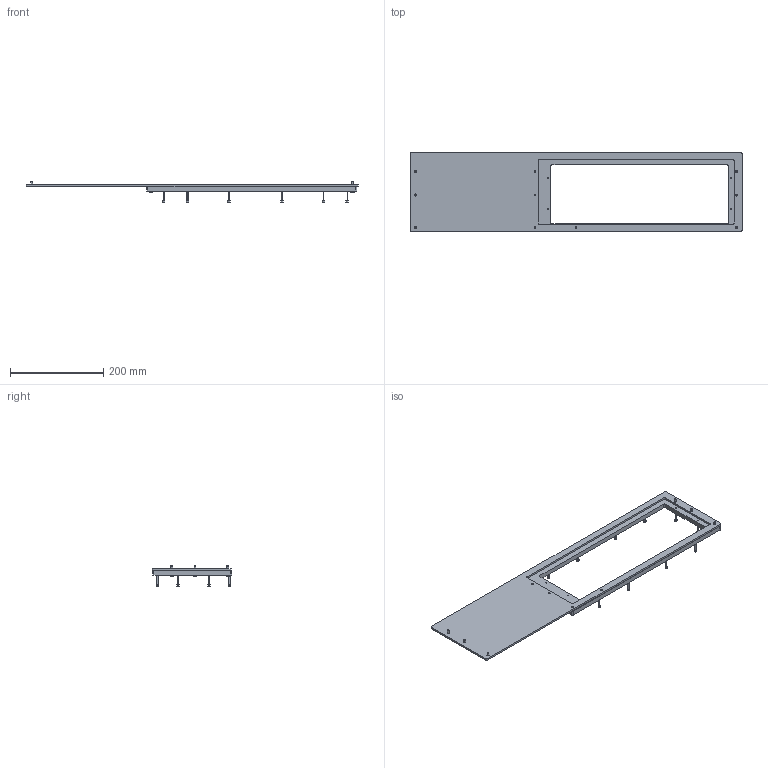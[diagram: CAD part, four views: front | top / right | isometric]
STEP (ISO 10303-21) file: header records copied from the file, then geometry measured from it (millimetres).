
FILE_DESCRIPTION (( 'STEP AP214' ), '1' );
FILE_NAME ('INGUN_115714.STEP', '2024-03-12T11:23:45', ( '' ), ( '' ), 'SwSTEP 2.0', 'SolidWorks 2021', '' );
FILE_SCHEMA (( 'AUTOMOTIVE_DESIGN' ));
Length unit declared in the file: millimetre
Products named in the file (7): INGUN_115714; DIN912~n_M04,0x020; DIN912~n_M04,0x014; DIN912~n_M03,0x030; 115716~1_S; DIN7991~n_M04,0x010; 115594~1_S
Assembly tree (23 placements, depth 2):
  INGUN_115714
    115594~1_S
    115716~1_S
    DIN912~n_M04,0x014  x3
    DIN912~n_M04,0x020  x3
    DIN7991~n_M04,0x010  x3
    DIN912~n_M03,0x030  x12
Bounding box: 712 x 171 x 44 mm (x, y, z)
Volume: 536423.2 mm3; surface area: 224726.5 mm2
Topology: 23 solids, 23 shells, 704 faces, 1761 edges, 1142 vertices
Faces by surface type: cylinder 513, plane 101, cone 90
Entity records: 7584 total; most frequent: DIRECTION 1368, CARTESIAN_POINT 1161, ORIENTED_EDGE 1116, AXIS2_PLACEMENT_3D 571, EDGE_CURVE 558, VERTEX_POINT 364, CIRCLE 332, EDGE_LOOP 280
